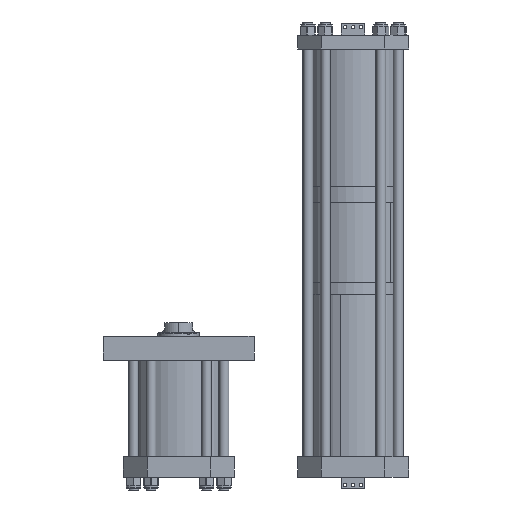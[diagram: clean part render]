
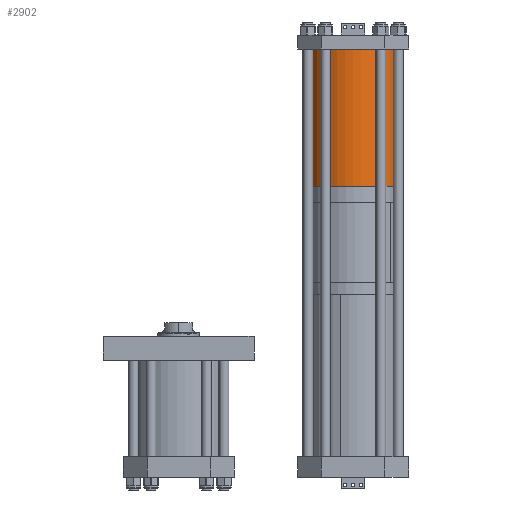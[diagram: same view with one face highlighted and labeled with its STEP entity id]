
A CAD part, front view. The second image highlights one B-rep face of the part: STEP entity #2902.
In plain terms, the highlighted cylindrical face has radius 152.4 mm (diameter 304.8 mm), a partial arc.
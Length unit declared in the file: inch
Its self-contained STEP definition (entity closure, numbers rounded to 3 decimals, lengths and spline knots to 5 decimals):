
#286 = CARTESIAN_POINT ( 'NONE',  ( 6., 0., 0. ) ) ;
#289 = ORIENTED_EDGE ( 'NONE', *, *, #17440, .T. ) ;
#526 = CARTESIAN_POINT ( 'NONE',  ( -6., 0., 17.33 ) ) ;
#1736 = CARTESIAN_POINT ( 'NONE',  ( 6., 0., 17.33 ) ) ;
#2902 = ADVANCED_FACE ( 'NONE', ( #9137 ), #5167, .T. ) ;
#3417 = ORIENTED_EDGE ( 'NONE', *, *, #9203, .F. ) ;
#3440 = ORIENTED_EDGE ( 'NONE', *, *, #15689, .F. ) ;
#3492 = VERTEX_POINT ( 'NONE', #286 ) ;
#4395 = CARTESIAN_POINT ( 'NONE',  ( 6., 0., 17.33 ) ) ;
#4721 = DIRECTION ( 'NONE',  ( 0., 0., 1. ) ) ;
#5167 = CYLINDRICAL_SURFACE ( 'NONE', #16568, 6. ) ;
#5191 = CARTESIAN_POINT ( 'NONE',  ( -6., 0., 17.33 ) ) ;
#6078 = DIRECTION ( 'NONE',  ( 1., 0., 0. ) ) ;
#6150 = LINE ( 'NONE', #526, #10594 ) ;
#7332 = EDGE_CURVE ( 'NONE', #12642, #16010, #6150, .T. ) ;
#7597 = DIRECTION ( 'NONE',  ( 0., 0., -1. ) ) ;
#7661 = CARTESIAN_POINT ( 'NONE',  ( 0., 0., 17.33 ) ) ;
#8562 = EDGE_LOOP ( 'NONE', ( #3417, #3440, #11741, #289 ) ) ;
#8889 = DIRECTION ( 'NONE',  ( 1., 0., 0. ) ) ;
#9137 = FACE_OUTER_BOUND ( 'NONE', #8562, .T. ) ;
#9203 = EDGE_CURVE ( 'NONE', #15344, #3492, #16385, .T. ) ;
#9510 = AXIS2_PLACEMENT_3D ( 'NONE', #16613, #4721, #6078 ) ;
#10045 = CARTESIAN_POINT ( 'NONE',  ( -6., 0., 0. ) ) ;
#10594 = VECTOR ( 'NONE', #10961, 39.37008 ) ;
#10961 = DIRECTION ( 'NONE',  ( 0., 0., -1. ) ) ;
#11451 = AXIS2_PLACEMENT_3D ( 'NONE', #13364, #11800, #8889 ) ;
#11741 = ORIENTED_EDGE ( 'NONE', *, *, #7332, .T. ) ;
#11800 = DIRECTION ( 'NONE',  ( 0., 0., 1. ) ) ;
#11947 = VECTOR ( 'NONE', #12151, 39.37008 ) ;
#12151 = DIRECTION ( 'NONE',  ( 0., 0., -1. ) ) ;
#12642 = VERTEX_POINT ( 'NONE', #5191 ) ;
#13364 = CARTESIAN_POINT ( 'NONE',  ( 0., 0., 17.33 ) ) ;
#15069 = CIRCLE ( 'NONE', #11451, 6. ) ;
#15344 = VERTEX_POINT ( 'NONE', #4395 ) ;
#15689 = EDGE_CURVE ( 'NONE', #12642, #15344, #15069, .T. ) ;
#15738 = CIRCLE ( 'NONE', #9510, 6. ) ;
#16010 = VERTEX_POINT ( 'NONE', #10045 ) ;
#16385 = LINE ( 'NONE', #1736, #11947 ) ;
#16568 = AXIS2_PLACEMENT_3D ( 'NONE', #7661, #7597, #17940 ) ;
#16613 = CARTESIAN_POINT ( 'NONE',  ( 0., 0., 0. ) ) ;
#17440 = EDGE_CURVE ( 'NONE', #16010, #3492, #15738, .T. ) ;
#17940 = DIRECTION ( 'NONE',  ( -1., 0., 0. ) ) ;
